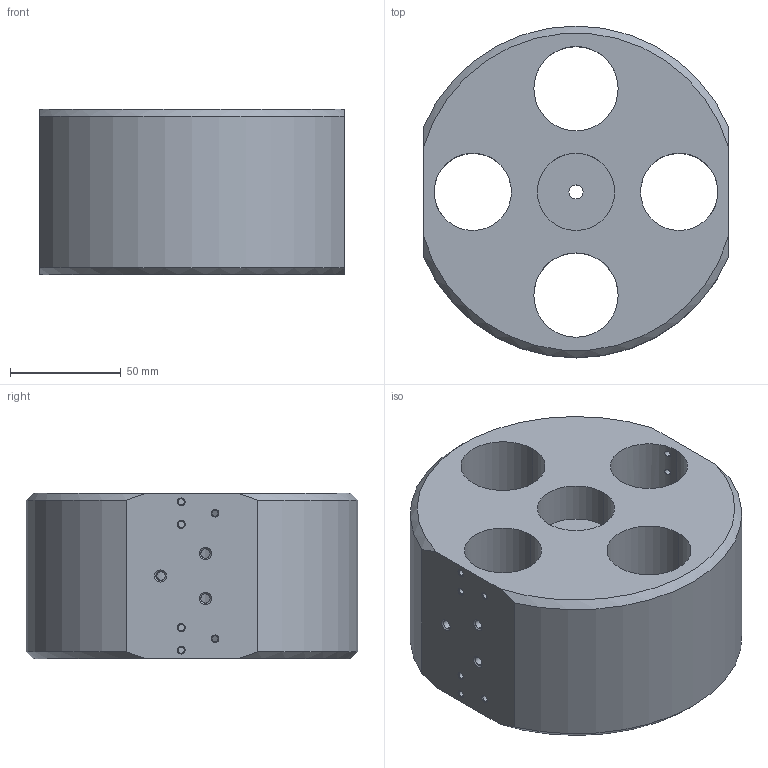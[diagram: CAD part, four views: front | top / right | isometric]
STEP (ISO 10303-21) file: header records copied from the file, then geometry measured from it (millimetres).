
FILE_DESCRIPTION (( 'STEP AP203' ), '1' );
FILE_NAME ('D0901792-v2_aLIGO_SUS_HSTS_Intermediate Mass.STEP', '2010-06-17T18:33:07', ( ' ' ), ( ' ' ), 'SwSTEP 2.0', 'SolidWorks 2009', '' );
FILE_SCHEMA (( 'CONFIG_CONTROL_DESIGN' ));
Length unit declared in the file: inch
Products named in the file (1): D0901792-v2_aLIGO_SUS_HSTS_Intermediate Mass
Bounding box: 137.77 x 150 x 75 mm (x, y, z)
Volume: 933068.5 mm3; surface area: 99737 mm2
Topology: 1 solids, 1 shells, 102 faces, 258 edges, 160 vertices
Faces by surface type: cylinder 54, cone 40, plane 8
Entity records: 4037 total; most frequent: CARTESIAN_POINT 1417, DIRECTION 528, ORIENTED_EDGE 516, EDGE_CURVE 258, AXIS2_PLACEMENT_3D 215, VERTEX_POINT 160, EDGE_LOOP 150, CIRCLE 112
